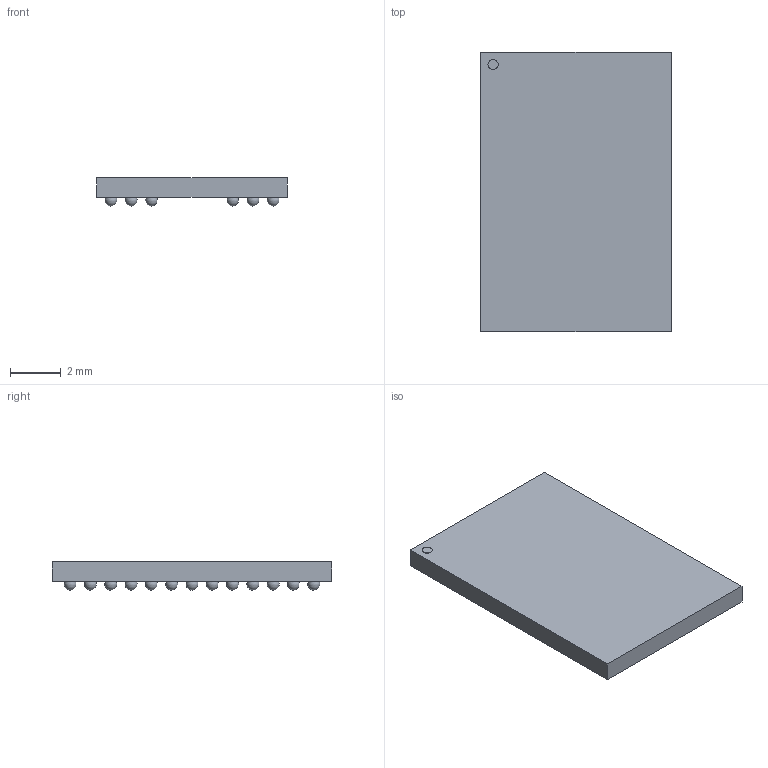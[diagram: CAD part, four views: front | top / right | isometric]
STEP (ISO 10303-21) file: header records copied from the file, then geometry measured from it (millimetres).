
FILE_DESCRIPTION(/* description */ ('model of FBGA-78_7.5x11mm_Layout2x3x13_P0.8mm'),/* implementation_level */ '2;1');
FILE_NAME(/* name */ 'FBGA-78_7.5x11mm_Layout2x3x13_P0.8mm.step',/* time_stamp */ '2018-07-18T21:59:59',/* author */ ('kicad StepUp','ksu'),/* organization */ ('FreeCAD'),/* preprocessor_version */ 'OCC',/* originating_system */ 'kicad StepUp',/* authorisation */ '');
FILE_SCHEMA(('AUTOMOTIVE_DESIGN_CC2 { 1 2 10303 214 -1 1 5 4 }'));
Length unit declared in the file: millimetre
Products named in the file (1): FBGA_78_75x11mm_Layout2x3x13_P08mm
Bounding box: 7.5 x 11 x 1.11 mm (x, y, z)
Volume: 66.3 mm3; surface area: 223.4 mm2
Topology: 1 solids, 1 shells, 86 faces, 249 edges, 166 vertices
Faces by surface type: sphere 78, plane 7, cylinder 1
Full cylindrical faces by diameter (mm): 0.4 x1
Entity records: 3157 total; most frequent: DIRECTION 503, CARTESIAN_POINT 424, ORIENTED_EDGE 342, AXIS2_PLACEMENT_3D 245, EDGE_CURVE 171, VERTEX_POINT 166, FACE_BOUND 165, EDGE_LOOP 165
